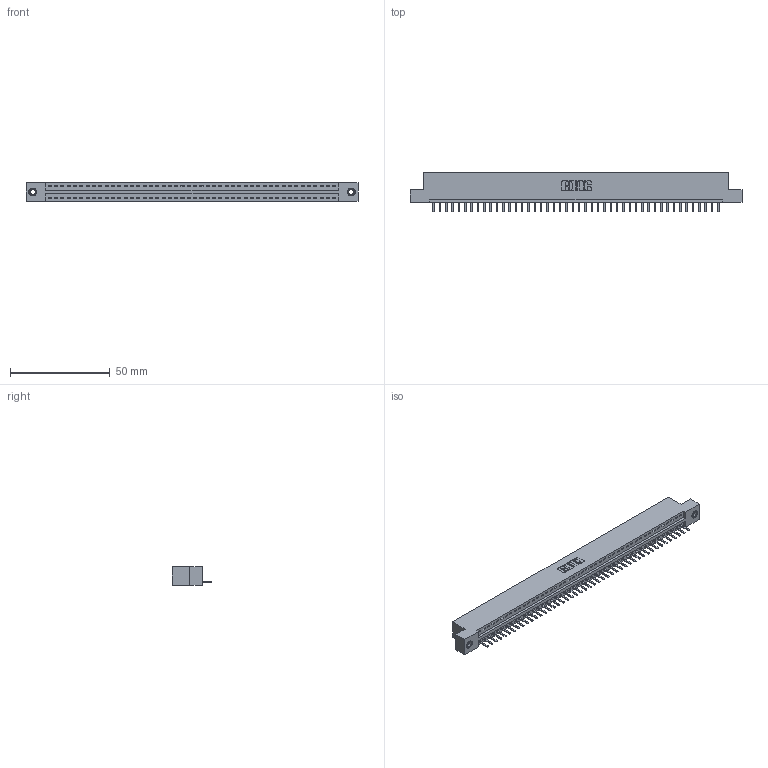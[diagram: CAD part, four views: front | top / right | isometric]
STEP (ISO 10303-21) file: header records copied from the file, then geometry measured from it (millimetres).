
FILE_DESCRIPTION (( 'STEP AP203' ), '1' );
FILE_NAME ('396-046-520-107.STEP', '2019-10-28T03:02:47', ( '' ), ( '' ), 'SwSTEP 2.0', 'SolidWorks 2016', '' );
FILE_SCHEMA (( 'CONFIG_CONTROL_DESIGN' ));
Length unit declared in the file: inch
Products named in the file (4): 346 Part_Flush Mounting Lugs - 0.156 Dia-TI; 396-046-520-107; 345-292-001_345-293-120; 345-250-001_345-250-005-103
Assembly tree (49 placements, depth 2):
  396-046-520-107
    346 Part_Flush Mounting Lugs - 0.156 Dia-TI
    345-292-001_345-293-120  x46
    345-250-001_345-250-005-103  x2
Bounding box: 166.62 x 20.02 x 9.4 mm (x, y, z)
Volume: 15831.3 mm3; surface area: 19423.2 mm2
Topology: 49 solids, 49 shells, 3034 faces, 8929 edges, 5822 vertices
Faces by surface type: plane 2040, cylinder 978, cone 12, torus 4
Entity records: 29310 total; most frequent: CARTESIAN_POINT 5017, ORIENTED_EDGE 4978, DIRECTION 4435, EDGE_CURVE 2489, VECTOR 2149, LINE 2149, VERTEX_POINT 1652, AXIS2_PLACEMENT_3D 1143
